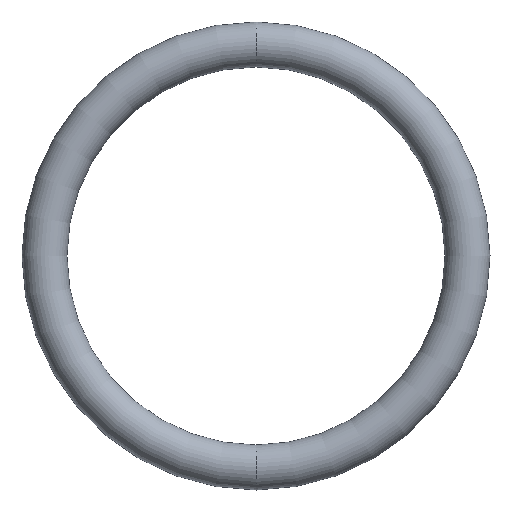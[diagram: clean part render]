
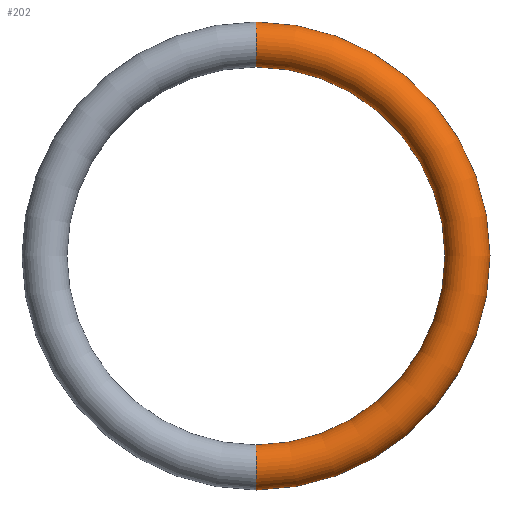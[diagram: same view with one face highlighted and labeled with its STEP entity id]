
A CAD part, front view. The second image highlights one B-rep face of the part: STEP entity #202.
In plain terms, the highlighted toroidal (fillet/blend) face has major radius 23.5 mm and minor radius 2.5 mm.
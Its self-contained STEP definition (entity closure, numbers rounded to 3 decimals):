
#1 = CIRCLE ( 'NONE', #171, 2.5 ) ;
#8 = DIRECTION ( 'NONE',  ( 0., 1., 0. ) ) ;
#13 = CIRCLE ( 'NONE', #184, 21. ) ;
#14 = EDGE_CURVE ( 'NONE', #216, #52, #154, .T. ) ;
#15 = CIRCLE ( 'NONE', #211, 26. ) ;
#19 = DIRECTION ( 'NONE',  ( 0., 0., -1. ) ) ;
#28 = VERTEX_POINT ( 'NONE', #82 ) ;
#37 = DIRECTION ( 'NONE',  ( 0., 1., 0. ) ) ;
#44 = AXIS2_PLACEMENT_3D ( 'NONE', #187, #37, #86 ) ;
#52 = VERTEX_POINT ( 'NONE', #197 ) ;
#59 = ORIENTED_EDGE ( 'NONE', *, *, #14, .F. ) ;
#62 = CARTESIAN_POINT ( 'NONE',  ( 0., 0., 0. ) ) ;
#63 = FACE_OUTER_BOUND ( 'NONE', #186, .T. ) ;
#68 = VERTEX_POINT ( 'NONE', #101 ) ;
#69 = EDGE_CURVE ( 'NONE', #28, #68, #1, .T. ) ;
#70 = ORIENTED_EDGE ( 'NONE', *, *, #69, .T. ) ;
#76 = CARTESIAN_POINT ( 'NONE',  ( 0., 0., 21. ) ) ;
#80 = EDGE_CURVE ( 'NONE', #216, #28, #13, .T. ) ;
#82 = CARTESIAN_POINT ( 'NONE',  ( 0., 0., -21. ) ) ;
#85 = CARTESIAN_POINT ( 'NONE',  ( 0., 0., 0. ) ) ;
#86 = DIRECTION ( 'NONE',  ( 0., 0., 1. ) ) ;
#88 = EDGE_CURVE ( 'NONE', #52, #68, #15, .T. ) ;
#99 = AXIS2_PLACEMENT_3D ( 'NONE', #174, #149, #157 ) ;
#101 = CARTESIAN_POINT ( 'NONE',  ( 0., 0., -26. ) ) ;
#104 = CARTESIAN_POINT ( 'NONE',  ( 0., 0., -23.5 ) ) ;
#108 = DIRECTION ( 'NONE',  ( 1., 0., 0. ) ) ;
#131 = ORIENTED_EDGE ( 'NONE', *, *, #80, .T. ) ;
#149 = DIRECTION ( 'NONE',  ( -1., 0., 0. ) ) ;
#154 = CIRCLE ( 'NONE', #99, 2.5 ) ;
#157 = DIRECTION ( 'NONE',  ( 0., 0., 1. ) ) ;
#164 = DIRECTION ( 'NONE',  ( 0., 0., 1. ) ) ;
#171 = AXIS2_PLACEMENT_3D ( 'NONE', #104, #108, #19 ) ;
#174 = CARTESIAN_POINT ( 'NONE',  ( 0., 0., 23.5 ) ) ;
#178 = DIRECTION ( 'NONE',  ( 0., 0., 1. ) ) ;
#181 = DIRECTION ( 'NONE',  ( 0., 1., 0. ) ) ;
#184 = AXIS2_PLACEMENT_3D ( 'NONE', #62, #181, #178 ) ;
#186 = EDGE_LOOP ( 'NONE', ( #208, #59, #131, #70 ) ) ;
#187 = CARTESIAN_POINT ( 'NONE',  ( 0., 0., 0. ) ) ;
#197 = CARTESIAN_POINT ( 'NONE',  ( 0., 0., 26. ) ) ;
#202 = ADVANCED_FACE ( 'NONE', ( #63 ), #206, .T. ) ;
#206 = TOROIDAL_SURFACE ( 'NONE', #44, 23.5, 2.5 ) ;
#208 = ORIENTED_EDGE ( 'NONE', *, *, #88, .F. ) ;
#211 = AXIS2_PLACEMENT_3D ( 'NONE', #85, #8, #164 ) ;
#216 = VERTEX_POINT ( 'NONE', #76 ) ;
